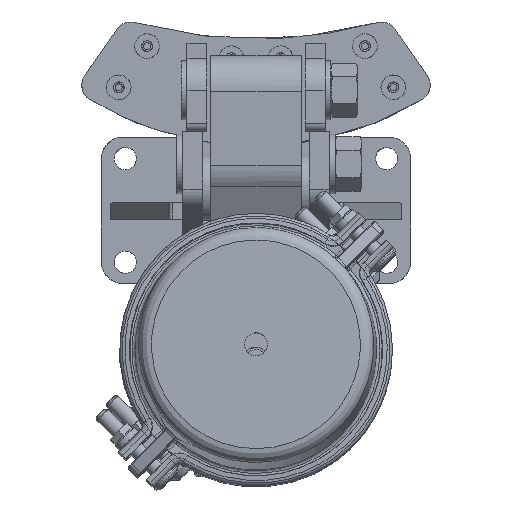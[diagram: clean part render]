
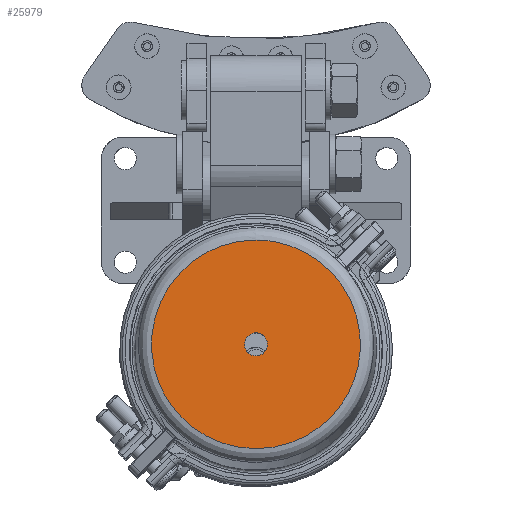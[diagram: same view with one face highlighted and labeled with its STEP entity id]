
A CAD part, top view. The second image highlights one B-rep face of the part: STEP entity #25979.
In plain terms, the highlighted free-form (B-spline) face has degree [1, 1] with [2, 2] control points.
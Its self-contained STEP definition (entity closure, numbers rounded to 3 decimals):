
#25930 = VERTEX_POINT('',#25931);
#25931 = CARTESIAN_POINT('',(0.,-25.303,
    507.427));
#25941 = EDGE_CURVE('',#25930,#25930,#25942,.T.);
#25942 = ( BOUNDED_CURVE() B_SPLINE_CURVE(2,(#25943,#25944,#25945,#25946
    ,#25947,#25948,#25949),.UNSPECIFIED.,.T.,.F.) 
B_SPLINE_CURVE_WITH_KNOTS((3,2,2,3),(1.571,3.665,
5.76,7.854),.PIECEWISE_BEZIER_KNOTS.) CURVE() 
GEOMETRIC_REPRESENTATION_ITEM() RATIONAL_B_SPLINE_CURVE((1.,0.5,1.,0.5,
1.,0.5,1.)) REPRESENTATION_ITEM('') );
#25943 = CARTESIAN_POINT('',(0.,-25.303,
    507.427));
#25944 = CARTESIAN_POINT('',(-149.127,-25.303,
    507.427));
#25945 = CARTESIAN_POINT('',(-74.564,-154.301,
    513.646));
#25946 = CARTESIAN_POINT('',(0.,-283.299,
    519.865));
#25947 = CARTESIAN_POINT('',(74.564,-154.301,
    513.646));
#25948 = CARTESIAN_POINT('',(149.127,-25.303,
    507.427));
#25949 = CARTESIAN_POINT('',(0.,-25.303,
    507.427));
#25979 = ADVANCED_FACE('',(#25980,#25983),#25997,.T.);
#25980 = FACE_BOUND('',#25981,.T.);
#25981 = EDGE_LOOP('',(#25982));
#25982 = ORIENTED_EDGE('',*,*,#25941,.T.);
#25983 = FACE_BOUND('',#25984,.T.);
#25984 = EDGE_LOOP('',(#25985));
#25985 = ORIENTED_EDGE('',*,*,#25986,.F.);
#25986 = EDGE_CURVE('',#25987,#25987,#25989,.T.);
#25987 = VERTEX_POINT('',#25988);
#25988 = CARTESIAN_POINT('',(0.,-101.822,
    511.116));
#25989 = ( BOUNDED_CURVE() B_SPLINE_CURVE(2,(#25990,#25991,#25992,#25993
    ,#25994,#25995,#25996),.UNSPECIFIED.,.T.,.F.) 
B_SPLINE_CURVE_WITH_KNOTS((3,2,2,3),(1.571,3.665,
5.76,7.854),.PIECEWISE_BEZIER_KNOTS.) CURVE() 
GEOMETRIC_REPRESENTATION_ITEM() RATIONAL_B_SPLINE_CURVE((1.,0.5,1.,0.5,
1.,0.5,1.)) REPRESENTATION_ITEM('') );
#25990 = CARTESIAN_POINT('',(0.,-101.822,
    511.116));
#25991 = CARTESIAN_POINT('',(-16.438,-101.822,
    511.116));
#25992 = CARTESIAN_POINT('',(-8.219,-116.041,
    511.801));
#25993 = CARTESIAN_POINT('',(0.,-130.26,
    512.487));
#25994 = CARTESIAN_POINT('',(8.219,-116.041,
    511.801));
#25995 = CARTESIAN_POINT('',(16.438,-101.822,
    511.116));
#25996 = CARTESIAN_POINT('',(0.,-101.822,
    511.116));
#25997 = B_SPLINE_SURFACE_WITH_KNOTS('',1,1,(
    (#25998,#25999)
    ,(#26000,#26001
    )),.UNSPECIFIED.,.F.,.F.,.F.,(2,2),(2,2),(-63.505,
    63.505),(-70.505,56.505),
  .PIECEWISE_BEZIER_KNOTS.);
#25998 = CARTESIAN_POINT('',(-86.099,-197.3,
    515.719));
#25999 = CARTESIAN_POINT('',(-86.099,-25.303,
    507.427));
#26000 = CARTESIAN_POINT('',(86.099,-197.3,
    515.719));
#26001 = CARTESIAN_POINT('',(86.099,-25.303,
    507.427));
